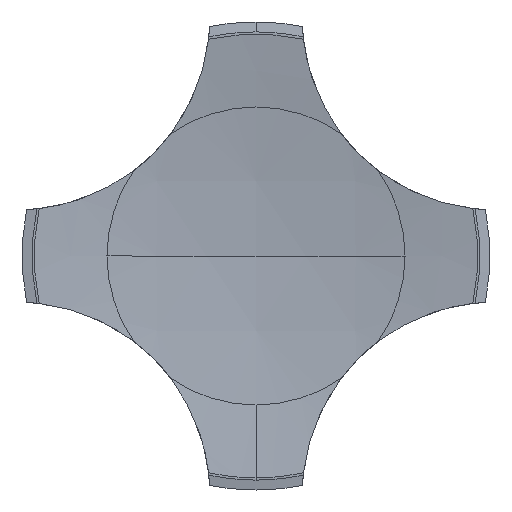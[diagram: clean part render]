
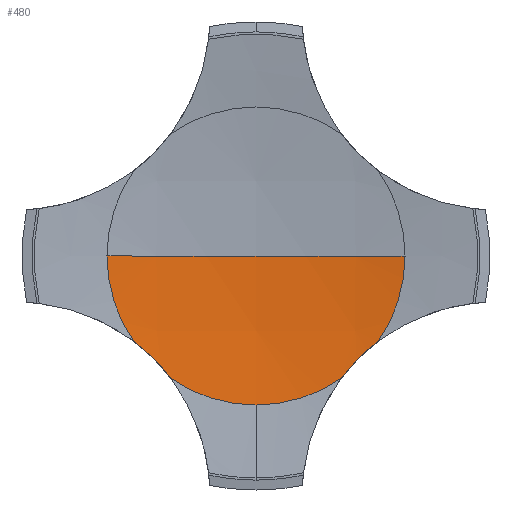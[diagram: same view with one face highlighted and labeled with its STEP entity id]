
A CAD part, front view. The second image highlights one B-rep face of the part: STEP entity #480.
In plain terms, the highlighted spherical face has radius 19.323 mm.
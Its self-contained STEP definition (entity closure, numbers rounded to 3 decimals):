
#46 = AXIS2_PLACEMENT_3D ( 'NONE', #459, #645, #1954 ) ;
#49 = ORIENTED_EDGE ( 'NONE', *, *, #447, .T. ) ;
#64 = CARTESIAN_POINT ( 'NONE',  ( 0., 0.37, 0. ) ) ;
#97 = CARTESIAN_POINT ( 'NONE',  ( -2.188, 0.184, -1.538 ) ) ;
#115 = ORIENTED_EDGE ( 'NONE', *, *, #1631, .T. ) ;
#155 = AXIS2_PLACEMENT_3D ( 'NONE', #474, #1790, #663 ) ;
#195 = VERTEX_POINT ( 'NONE', #973 ) ;
#213 = CIRCLE ( 'NONE', #1647, 2.675 ) ;
#294 = CIRCLE ( 'NONE', #1759, 19.323 ) ;
#298 = ORIENTED_EDGE ( 'NONE', *, *, #739, .T. ) ;
#378 = EDGE_CURVE ( 'NONE', #1209, #1629, #2039, .T. ) ;
#381 = AXIS2_PLACEMENT_3D ( 'NONE', #2273, #1831, #2090 ) ;
#384 = DIRECTION ( 'NONE',  ( 0., -1., 0. ) ) ;
#447 = EDGE_CURVE ( 'NONE', #2373, #2143, #1313, .T. ) ;
#459 = CARTESIAN_POINT ( 'NONE',  ( 0., 0.184, 0. ) ) ;
#471 = EDGE_LOOP ( 'NONE', ( #1909, #115, #49, #1192, #1517, #749, #298, #1502 ) ) ;
#474 = CARTESIAN_POINT ( 'NONE',  ( 0., 0.184, 0. ) ) ;
#480 = ADVANCED_FACE ( 'NONE', ( #2256 ), #1818, .F. ) ;
#518 = AXIS2_PLACEMENT_3D ( 'NONE', #861, #1416, #2171 ) ;
#537 = CARTESIAN_POINT ( 'NONE',  ( 0., 0.184, -2.675 ) ) ;
#566 = DIRECTION ( 'NONE',  ( 0., 0., -1. ) ) ;
#633 = CIRCLE ( 'NONE', #381, 2.675 ) ;
#645 = DIRECTION ( 'NONE',  ( 0., -1., 0. ) ) ;
#650 = EDGE_CURVE ( 'NONE', #1182, #1901, #213, .T. ) ;
#663 = DIRECTION ( 'NONE',  ( 0., 0., -1. ) ) ;
#739 = EDGE_CURVE ( 'NONE', #195, #1501, #1246, .T. ) ;
#748 = CARTESIAN_POINT ( 'NONE',  ( 0., -18.953, 0. ) ) ;
#749 = ORIENTED_EDGE ( 'NONE', *, *, #2041, .T. ) ;
#809 = CARTESIAN_POINT ( 'NONE',  ( 1.943, 0.197, -1.726 ) ) ;
#861 = CARTESIAN_POINT ( 'NONE',  ( 0., -18.953, 0. ) ) ;
#872 = CARTESIAN_POINT ( 'NONE',  ( 2.188, 0.184, -1.538 ) ) ;
#952 = DIRECTION ( 'NONE',  ( -1., 0., 0. ) ) ;
#973 = CARTESIAN_POINT ( 'NONE',  ( 1.538, 0.184, -2.188 ) ) ;
#1000 = CARTESIAN_POINT ( 'NONE',  ( -1.538, 0.184, -2.188 ) ) ;
#1081 = CARTESIAN_POINT ( 'NONE',  ( 2.675, 0.184, 0. ) ) ;
#1102 = B_SPLINE_CURVE_WITH_KNOTS ( 'NONE', 3,
 ( #97, #1747, #2104, #1000 ),
 .UNSPECIFIED., .F., .F.,
 ( 4, 4 ),
 ( 0., 0.001 ),
 .UNSPECIFIED. ) ;
#1182 = VERTEX_POINT ( 'NONE', #2287 ) ;
#1192 = ORIENTED_EDGE ( 'NONE', *, *, #1952, .T. ) ;
#1209 = VERTEX_POINT ( 'NONE', #64 ) ;
#1246 = B_SPLINE_CURVE_WITH_KNOTS ( 'NONE', 3,
 ( #1392, #1365, #809, #1742 ),
 .UNSPECIFIED., .F., .F.,
 ( 4, 4 ),
 ( 0., 0.001 ),
 .UNSPECIFIED. ) ;
#1265 = CARTESIAN_POINT ( 'NONE',  ( 0., -18.953, 0. ) ) ;
#1307 = CIRCLE ( 'NONE', #46, 2.675 ) ;
#1313 = CIRCLE ( 'NONE', #155, 2.675 ) ;
#1365 = CARTESIAN_POINT ( 'NONE',  ( 1.726, 0.197, -1.943 ) ) ;
#1372 = EDGE_CURVE ( 'NONE', #1501, #1629, #633, .T. ) ;
#1392 = CARTESIAN_POINT ( 'NONE',  ( 1.538, 0.184, -2.188 ) ) ;
#1416 = DIRECTION ( 'NONE',  ( 0., 0., 1. ) ) ;
#1501 = VERTEX_POINT ( 'NONE', #872 ) ;
#1502 = ORIENTED_EDGE ( 'NONE', *, *, #1372, .T. ) ;
#1517 = ORIENTED_EDGE ( 'NONE', *, *, #650, .T. ) ;
#1629 = VERTEX_POINT ( 'NONE', #1081 ) ;
#1631 = EDGE_CURVE ( 'NONE', #1209, #2373, #294, .T. ) ;
#1647 = AXIS2_PLACEMENT_3D ( 'NONE', #1690, #384, #566 ) ;
#1672 = CARTESIAN_POINT ( 'NONE',  ( -2.675, 0.184, 0. ) ) ;
#1690 = CARTESIAN_POINT ( 'NONE',  ( 0., 0.184, 0. ) ) ;
#1742 = CARTESIAN_POINT ( 'NONE',  ( 2.188, 0.184, -1.538 ) ) ;
#1747 = CARTESIAN_POINT ( 'NONE',  ( -1.943, 0.197, -1.726 ) ) ;
#1759 = AXIS2_PLACEMENT_3D ( 'NONE', #1265, #2386, #2019 ) ;
#1790 = DIRECTION ( 'NONE',  ( 0., -1., 0. ) ) ;
#1818 = SPHERICAL_SURFACE ( 'NONE', #518, 19.323 ) ;
#1828 = AXIS2_PLACEMENT_3D ( 'NONE', #748, #1867, #952 ) ;
#1831 = DIRECTION ( 'NONE',  ( 0., -1., 0. ) ) ;
#1867 = DIRECTION ( 'NONE',  ( 0., 0., -1. ) ) ;
#1901 = VERTEX_POINT ( 'NONE', #537 ) ;
#1909 = ORIENTED_EDGE ( 'NONE', *, *, #378, .F. ) ;
#1952 = EDGE_CURVE ( 'NONE', #2143, #1182, #1102, .T. ) ;
#1954 = DIRECTION ( 'NONE',  ( 0., 0., -1. ) ) ;
#2019 = DIRECTION ( 'NONE',  ( 1., 0., 0. ) ) ;
#2039 = CIRCLE ( 'NONE', #1828, 19.323 ) ;
#2041 = EDGE_CURVE ( 'NONE', #1901, #195, #1307, .T. ) ;
#2090 = DIRECTION ( 'NONE',  ( 0., 0., -1. ) ) ;
#2104 = CARTESIAN_POINT ( 'NONE',  ( -1.726, 0.197, -1.943 ) ) ;
#2142 = CARTESIAN_POINT ( 'NONE',  ( -2.188, 0.184, -1.538 ) ) ;
#2143 = VERTEX_POINT ( 'NONE', #2142 ) ;
#2171 = DIRECTION ( 'NONE',  ( 1., 0., 0. ) ) ;
#2256 = FACE_OUTER_BOUND ( 'NONE', #471, .T. ) ;
#2273 = CARTESIAN_POINT ( 'NONE',  ( 0., 0.184, 0. ) ) ;
#2287 = CARTESIAN_POINT ( 'NONE',  ( -1.538, 0.184, -2.188 ) ) ;
#2373 = VERTEX_POINT ( 'NONE', #1672 ) ;
#2386 = DIRECTION ( 'NONE',  ( 0., 0., 1. ) ) ;
